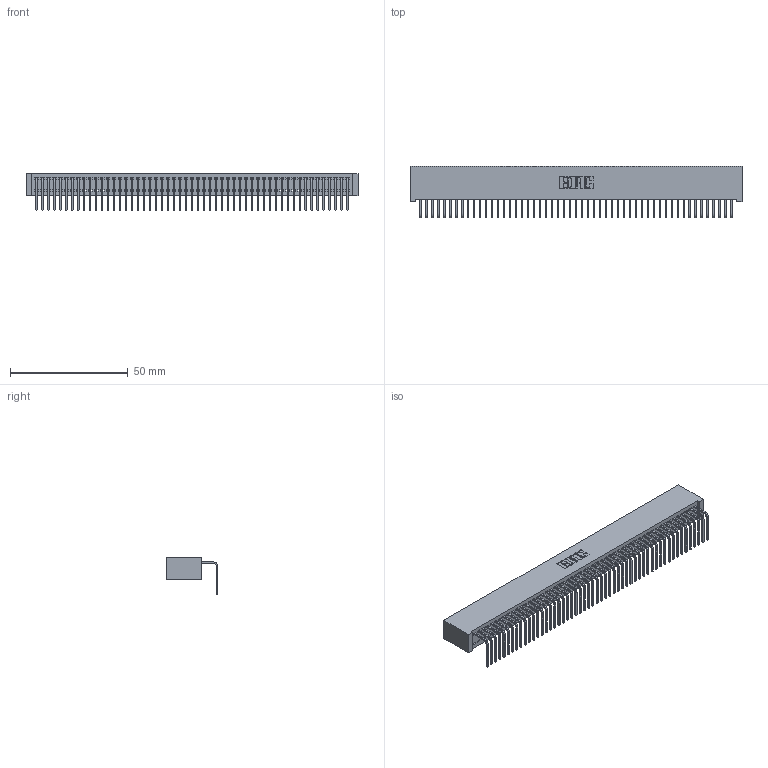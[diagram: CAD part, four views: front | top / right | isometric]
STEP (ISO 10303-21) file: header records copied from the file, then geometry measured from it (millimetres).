
FILE_DESCRIPTION (( 'STEP AP203' ), '1' );
FILE_NAME ('342-053-558-101.STEP', '2019-10-03T02:26:11', ( '' ), ( '' ), 'SwSTEP 2.0', 'SolidWorks 2016', '' );
FILE_SCHEMA (( 'CONFIG_CONTROL_DESIGN' ));
Length unit declared in the file: inch
Products named in the file (3): 342 Part_Lugless; 345-292-001_558 Tail - 2; 342-053-558-101
Assembly tree (54 placements, depth 2):
  342-053-558-101
    342 Part_Lugless
    345-292-001_558 Tail - 2  x53
Bounding box: 140.87 x 21.91 x 15.62 mm (x, y, z)
Volume: 12977.4 mm3; surface area: 20588.3 mm2
Topology: 54 solids, 54 shells, 3282 faces, 9921 edges, 6542 vertices
Faces by surface type: plane 2394, cylinder 888
Entity records: 30653 total; most frequent: CARTESIAN_POINT 5293, ORIENTED_EDGE 5282, DIRECTION 4435, EDGE_CURVE 2641, VECTOR 2521, LINE 2521, VERTEX_POINT 1758, AXIS2_PLACEMENT_3D 957
